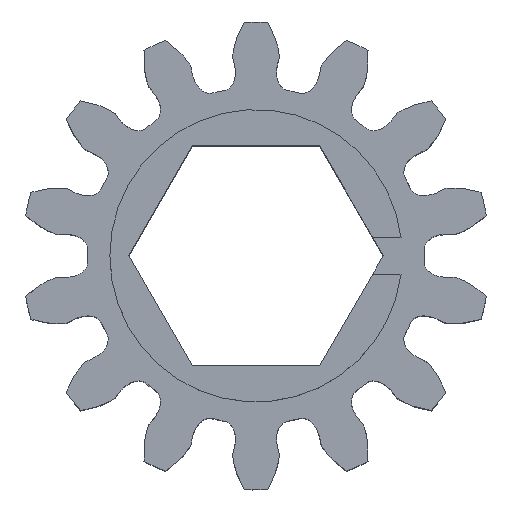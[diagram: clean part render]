
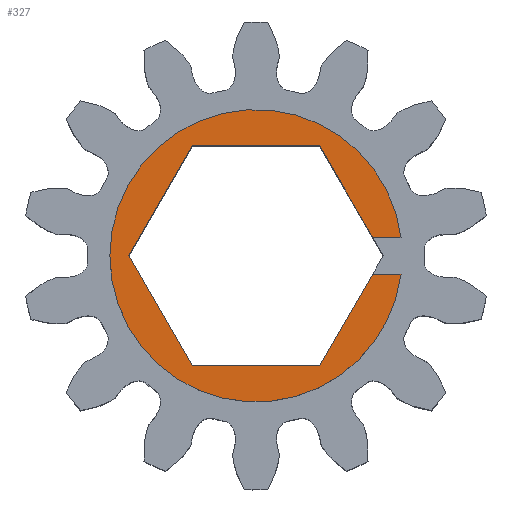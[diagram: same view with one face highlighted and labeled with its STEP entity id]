
A CAD part, top view. The second image highlights one B-rep face of the part: STEP entity #327.
In plain terms, the highlighted planar face has unit normal (0, 0, 1).
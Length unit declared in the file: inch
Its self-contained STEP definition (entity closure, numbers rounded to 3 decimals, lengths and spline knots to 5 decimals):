
#6 = EDGE_LOOP ( 'NONE', ( #1836, #3423, #4266, #4044, #5827, #2663, #1598, #627, #2103, #4926 ) ) ;
#74 = DIRECTION ( 'NONE',  ( 0., 0., -1. ) ) ;
#159 = CARTESIAN_POINT ( 'NONE',  ( -0.21766, 0., 0.249 ) ) ;
#301 = VERTEX_POINT ( 'NONE', #3386 ) ;
#304 = CARTESIAN_POINT ( 'NONE',  ( -0.21766, 0., 0.249 ) ) ;
#327 = ADVANCED_FACE ( 'NONE', ( #1033 ), #976, .T. ) ;
#389 = VERTEX_POINT ( 'NONE', #1323 ) ;
#396 = AXIS2_PLACEMENT_3D ( 'NONE', #908, #3611, #5420 ) ;
#435 = CARTESIAN_POINT ( 'NONE',  ( 0.19962, -0.03125, 0.249 ) ) ;
#493 = DIRECTION ( 'NONE',  ( -1., 0., 0. ) ) ;
#566 = AXIS2_PLACEMENT_3D ( 'NONE', #5547, #2874, #4685 ) ;
#603 = LINE ( 'NONE', #3817, #3436 ) ;
#606 = EDGE_CURVE ( 'NONE', #389, #1325, #4620, .T. ) ;
#627 = ORIENTED_EDGE ( 'NONE', *, *, #606, .F. ) ;
#908 = CARTESIAN_POINT ( 'NONE',  ( 0., 0., 0.249 ) ) ;
#976 = PLANE ( 'NONE',  #566 ) ;
#1033 = FACE_OUTER_BOUND ( 'NONE', #6, .T. ) ;
#1046 = LINE ( 'NONE', #159, #2657 ) ;
#1087 = DIRECTION ( 'NONE',  ( -0.5, -0.866, 0. ) ) ;
#1191 = VERTEX_POINT ( 'NONE', #2943 ) ;
#1323 = CARTESIAN_POINT ( 'NONE',  ( -0.10883, 0.1885, 0.249 ) ) ;
#1325 = VERTEX_POINT ( 'NONE', #304 ) ;
#1425 = DIRECTION ( 'NONE',  ( 0., 1., 0. ) ) ;
#1579 = EDGE_CURVE ( 'NONE', #1325, #5164, #1046, .T. ) ;
#1598 = ORIENTED_EDGE ( 'NONE', *, *, #1579, .F. ) ;
#1610 = CIRCLE ( 'NONE', #396, 0.25 ) ;
#1836 = ORIENTED_EDGE ( 'NONE', *, *, #2230, .F. ) ;
#1876 = LINE ( 'NONE', #2804, #5411 ) ;
#1888 = VECTOR ( 'NONE', #1087, 39.37008 ) ;
#1969 = VERTEX_POINT ( 'NONE', #3739 ) ;
#2103 = ORIENTED_EDGE ( 'NONE', *, *, #3702, .F. ) ;
#2230 = EDGE_CURVE ( 'NONE', #301, #2604, #1876, .T. ) ;
#2462 = CIRCLE ( 'NONE', #2667, 0.25 ) ;
#2539 = LINE ( 'NONE', #2934, #2758 ) ;
#2604 = VERTEX_POINT ( 'NONE', #5790 ) ;
#2657 = VECTOR ( 'NONE', #4224, 39.37008 ) ;
#2663 = ORIENTED_EDGE ( 'NONE', *, *, #5217, .F. ) ;
#2667 = AXIS2_PLACEMENT_3D ( 'NONE', #2855, #74, #1425 ) ;
#2711 = EDGE_CURVE ( 'NONE', #2604, #3832, #3141, .T. ) ;
#2758 = VECTOR ( 'NONE', #4334, 39.37008 ) ;
#2804 = CARTESIAN_POINT ( 'NONE',  ( 0., 0.03125, 0.249 ) ) ;
#2855 = CARTESIAN_POINT ( 'NONE',  ( 0., 0., 0.249 ) ) ;
#2874 = DIRECTION ( 'NONE',  ( 0., 0., 1. ) ) ;
#2934 = CARTESIAN_POINT ( 'NONE',  ( -0.10883, -0.1885, 0.249 ) ) ;
#2943 = CARTESIAN_POINT ( 'NONE',  ( -0.25, 0., 0.249 ) ) ;
#3084 = CARTESIAN_POINT ( 'NONE',  ( 0.21766, 0., 0.249 ) ) ;
#3122 = CARTESIAN_POINT ( 'NONE',  ( -0.10883, -0.1885, 0.249 ) ) ;
#3141 = LINE ( 'NONE', #3084, #4852 ) ;
#3386 = CARTESIAN_POINT ( 'NONE',  ( 0.24804, 0.03125, 0.249 ) ) ;
#3387 = DIRECTION ( 'NONE',  ( 0.5, 0.866, 0. ) ) ;
#3423 = ORIENTED_EDGE ( 'NONE', *, *, #4668, .F. ) ;
#3436 = VECTOR ( 'NONE', #4228, 39.37008 ) ;
#3560 = DIRECTION ( 'NONE',  ( -0.5, 0.866, 0. ) ) ;
#3602 = LINE ( 'NONE', #4076, #3707 ) ;
#3611 = DIRECTION ( 'NONE',  ( 0., 0., -1. ) ) ;
#3702 = EDGE_CURVE ( 'NONE', #3832, #389, #3602, .T. ) ;
#3707 = VECTOR ( 'NONE', #4857, 39.37008 ) ;
#3739 = CARTESIAN_POINT ( 'NONE',  ( 0.10883, -0.1885, 0.249 ) ) ;
#3817 = CARTESIAN_POINT ( 'NONE',  ( 0., -0.03125, 0.249 ) ) ;
#3832 = VERTEX_POINT ( 'NONE', #4241 ) ;
#3889 = CARTESIAN_POINT ( 'NONE',  ( 0.24804, -0.03125, 0.249 ) ) ;
#3929 = VERTEX_POINT ( 'NONE', #435 ) ;
#3956 = EDGE_CURVE ( 'NONE', #5428, #1191, #1610, .T. ) ;
#4044 = ORIENTED_EDGE ( 'NONE', *, *, #4098, .F. ) ;
#4076 = CARTESIAN_POINT ( 'NONE',  ( 0.10883, 0.1885, 0.249 ) ) ;
#4098 = EDGE_CURVE ( 'NONE', #3929, #5428, #603, .T. ) ;
#4224 = DIRECTION ( 'NONE',  ( 0.5, -0.866, 0. ) ) ;
#4228 = DIRECTION ( 'NONE',  ( 1., 0., 0. ) ) ;
#4241 = CARTESIAN_POINT ( 'NONE',  ( 0.10883, 0.1885, 0.249 ) ) ;
#4266 = ORIENTED_EDGE ( 'NONE', *, *, #3956, .F. ) ;
#4334 = DIRECTION ( 'NONE',  ( 1., 0., 0. ) ) ;
#4620 = LINE ( 'NONE', #5156, #1888 ) ;
#4668 = EDGE_CURVE ( 'NONE', #1191, #301, #2462, .T. ) ;
#4685 = DIRECTION ( 'NONE',  ( 1., 0., 0. ) ) ;
#4852 = VECTOR ( 'NONE', #3560, 39.37008 ) ;
#4857 = DIRECTION ( 'NONE',  ( -1., 0., 0. ) ) ;
#4926 = ORIENTED_EDGE ( 'NONE', *, *, #2711, .F. ) ;
#4944 = VECTOR ( 'NONE', #3387, 39.37008 ) ;
#5156 = CARTESIAN_POINT ( 'NONE',  ( -0.10883, 0.1885, 0.249 ) ) ;
#5164 = VERTEX_POINT ( 'NONE', #3122 ) ;
#5217 = EDGE_CURVE ( 'NONE', #5164, #1969, #2539, .T. ) ;
#5411 = VECTOR ( 'NONE', #493, 39.37008 ) ;
#5420 = DIRECTION ( 'NONE',  ( 0., 1., 0. ) ) ;
#5428 = VERTEX_POINT ( 'NONE', #3889 ) ;
#5547 = CARTESIAN_POINT ( 'NONE',  ( 0., 0., 0.249 ) ) ;
#5581 = EDGE_CURVE ( 'NONE', #1969, #3929, #5639, .T. ) ;
#5609 = CARTESIAN_POINT ( 'NONE',  ( 0.10883, -0.1885, 0.249 ) ) ;
#5639 = LINE ( 'NONE', #5609, #4944 ) ;
#5790 = CARTESIAN_POINT ( 'NONE',  ( 0.19962, 0.03125, 0.249 ) ) ;
#5827 = ORIENTED_EDGE ( 'NONE', *, *, #5581, .F. ) ;
